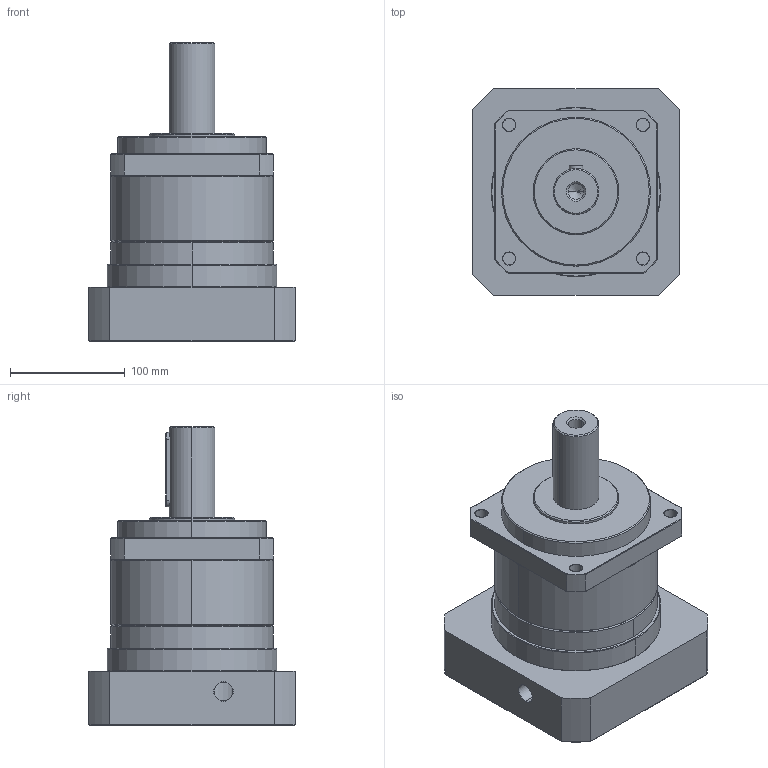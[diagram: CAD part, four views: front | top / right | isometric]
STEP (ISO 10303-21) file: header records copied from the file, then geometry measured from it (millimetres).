
FILE_DESCRIPTION (( 'STEP AP214' ), '1' );
FILE_NAME ('MSS1421A-E3110103 nc coord fxt.STEP', '2022-02-23T18:59:01', ( '' ), ( '' ), 'SwSTEP 2.0', 'SolidWorks 2021', '' );
FILE_SCHEMA (( 'AUTOMOTIVE_DESIGN' ));
Length unit declared in the file: inch
Products named in the file (1): MSS1421A-E3110103 nc coord fxt
Bounding box: 180 x 180 x 260.5 mm (x, y, z)
Volume: 3411091.6 mm3; surface area: 267800.5 mm2
Topology: 3 solids, 3 shells, 173 faces, 378 edges, 215 vertices
Faces by surface type: cone 78, cylinder 52, plane 43
Entity records: 4898 total; most frequent: CARTESIAN_POINT 1019, DIRECTION 860, ORIENTED_EDGE 736, EDGE_CURVE 368, AXIS2_PLACEMENT_3D 346, VERTEX_POINT 215, EDGE_LOOP 199, ADVANCED_FACE 173
